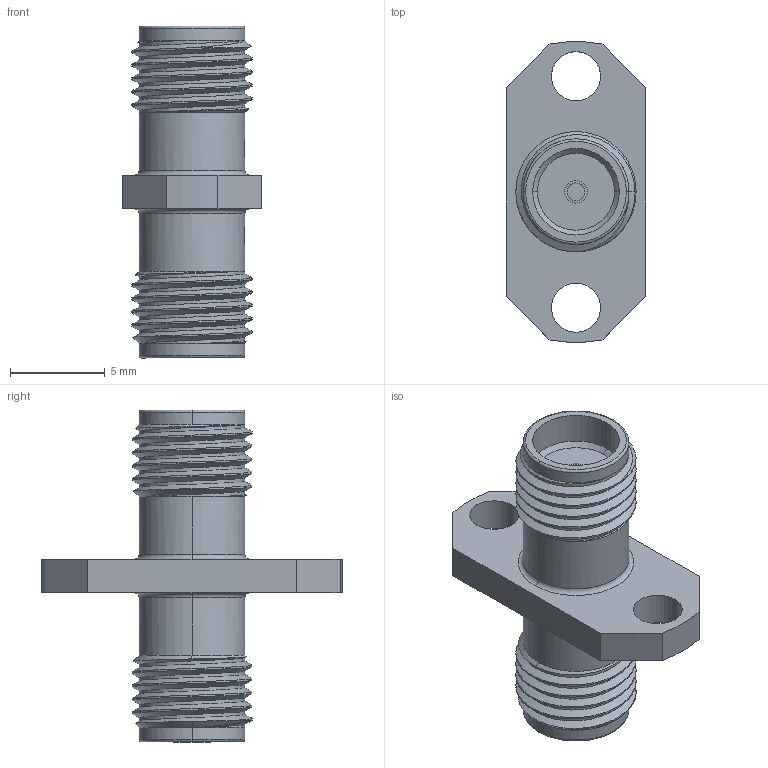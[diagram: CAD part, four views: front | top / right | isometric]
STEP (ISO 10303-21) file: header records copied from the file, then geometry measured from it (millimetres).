
FILE_DESCRIPTION (( 'STEP AP203' ), '1' );
FILE_NAME ('SM4940.step', '2018-05-10T15:49:13', ( '' ), ( '' ), 'SwSTEP 2.0', 'SolidWorks 2017', '' );
FILE_SCHEMA (( 'CONFIG_CONTROL_DESIGN' ));
Length unit declared in the file: inch
Products named in the file (1): SM4940
Bounding box: 7.37 x 15.85 x 17.53 mm (x, y, z)
Volume: 508.3 mm3; surface area: 782.6 mm2
Topology: 3 solids, 3 shells, 106 faces, 248 edges, 154 vertices
Faces by surface type: cylinder 58, plane 18, cone 16, torus 8, bspline 6
Entity records: 5275 total; most frequent: CARTESIAN_POINT 2929, ORIENTED_EDGE 496, DIRECTION 444, EDGE_CURVE 248, AXIS2_PLACEMENT_3D 179, VERTEX_POINT 154, EDGE_LOOP 120, ADVANCED_FACE 106
